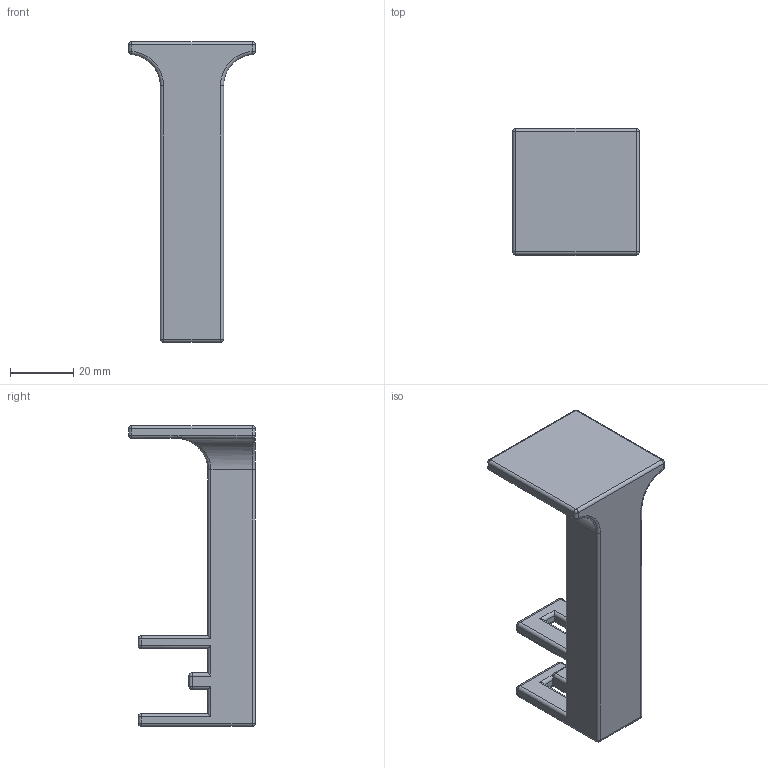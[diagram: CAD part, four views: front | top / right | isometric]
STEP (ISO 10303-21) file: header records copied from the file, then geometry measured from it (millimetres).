
FILE_DESCRIPTION(/* description */ (''),/* implementation_level */ '2;1');
FILE_NAME(/* name */ '16_PS_Rack_Y.stp',/* time_stamp */ '2024-06-04T15:52:02+02:00',/* author */ ('JN'),/* organization */ (''),/* preprocessor_version */ 'ST-DEVELOPER v18.1',/* originating_system */ 'Autodesk Inventor 2022',/* authorisation */ '');
FILE_SCHEMA (('AUTOMOTIVE_DESIGN { 1 0 10303 214 3 1 1 }'));
Length unit declared in the file: millimetre
Products named in the file (1): rack_y2
Bounding box: 40 x 40 x 95 mm (x, y, z)
Volume: 38428.8 mm3; surface area: 12031.8 mm2
Topology: 1 solids, 1 shells, 131 faces, 283 edges, 154 vertices
Faces by surface type: cylinder 65, plane 28, sphere 22, bspline 14, torus 2
Entity records: 5476 total; most frequent: CARTESIAN_POINT 2629, DIRECTION 609, ORIENTED_EDGE 566, EDGE_CURVE 283, AXIS2_PLACEMENT_3D 234, VERTEX_POINT 154, LINE 141, VECTOR 141
